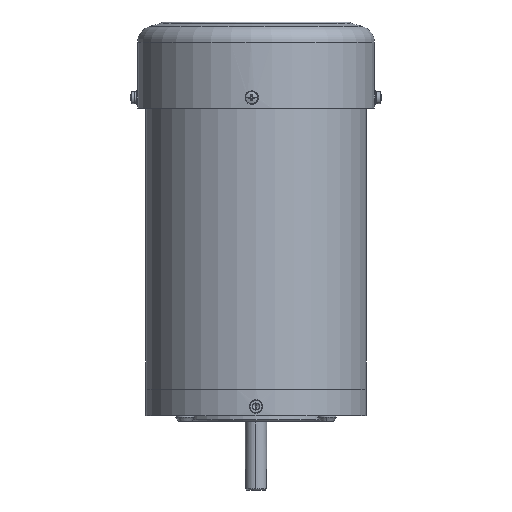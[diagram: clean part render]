
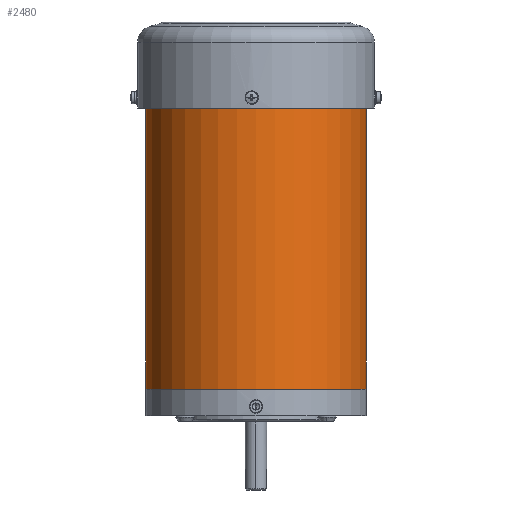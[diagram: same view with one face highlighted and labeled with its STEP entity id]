
A CAD part, front view. The second image highlights one B-rep face of the part: STEP entity #2480.
In plain terms, the highlighted cylindrical face has radius 82 mm (diameter 164 mm), a partial arc.
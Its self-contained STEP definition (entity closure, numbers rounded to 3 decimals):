
#331 = AXIS2_PLACEMENT_3D ( 'NONE', #9775, #34747, #13339 ) ;
#937 = EDGE_CURVE ( 'NONE', #40004, #3795, #3451, .T. ) ;
#2142 = CARTESIAN_POINT ( 'NONE',  ( 0., 0., 210. ) ) ;
#2480 = ADVANCED_FACE ( 'NONE', ( #34590 ), #33490, .T. ) ;
#3057 = AXIS2_PLACEMENT_3D ( 'NONE', #2142, #5680, #23390 ) ;
#3451 = LINE ( 'NONE', #36808, #6798 ) ;
#3795 = VERTEX_POINT ( 'NONE', #17933 ) ;
#5680 = DIRECTION ( 'NONE',  ( 0., 0., -1. ) ) ;
#6352 = EDGE_CURVE ( 'NONE', #45411, #11031, #45420, .T. ) ;
#6798 = VECTOR ( 'NONE', #40423, 1000. ) ;
#7583 = EDGE_CURVE ( 'NONE', #40004, #45411, #33002, .T. ) ;
#9775 = CARTESIAN_POINT ( 'NONE',  ( 0., 0., 210. ) ) ;
#11031 = VERTEX_POINT ( 'NONE', #39594 ) ;
#13339 = DIRECTION ( 'NONE',  ( 1., 0., 0. ) ) ;
#14064 = EDGE_LOOP ( 'NONE', ( #16973, #28741, #20340, #22547 ) ) ;
#14501 = DIRECTION ( 'NONE',  ( 0., 0., 1. ) ) ;
#16973 = ORIENTED_EDGE ( 'NONE', *, *, #6352, .F. ) ;
#17933 = CARTESIAN_POINT ( 'NONE',  ( -82., 0., 0. ) ) ;
#19875 = CARTESIAN_POINT ( 'NONE',  ( 82., 0., 210. ) ) ;
#20340 = ORIENTED_EDGE ( 'NONE', *, *, #937, .T. ) ;
#22547 = ORIENTED_EDGE ( 'NONE', *, *, #46140, .T. ) ;
#23390 = DIRECTION ( 'NONE',  ( -1., 0., 0. ) ) ;
#28741 = ORIENTED_EDGE ( 'NONE', *, *, #7583, .F. ) ;
#32835 = AXIS2_PLACEMENT_3D ( 'NONE', #35910, #14501, #39503 ) ;
#33002 = CIRCLE ( 'NONE', #331, 82. ) ;
#33490 = CYLINDRICAL_SURFACE ( 'NONE', #3057, 82. ) ;
#33944 = CIRCLE ( 'NONE', #32835, 82. ) ;
#34590 = FACE_OUTER_BOUND ( 'NONE', #14064, .T. ) ;
#34747 = DIRECTION ( 'NONE',  ( 0., 0., 1. ) ) ;
#35859 = VECTOR ( 'NONE', #37858, 1000. ) ;
#35910 = CARTESIAN_POINT ( 'NONE',  ( 0., 0., 0. ) ) ;
#36808 = CARTESIAN_POINT ( 'NONE',  ( -82., 0., 210. ) ) ;
#37858 = DIRECTION ( 'NONE',  ( 0., 0., -1. ) ) ;
#39503 = DIRECTION ( 'NONE',  ( 1., 0., 0. ) ) ;
#39594 = CARTESIAN_POINT ( 'NONE',  ( 82., 0., 0. ) ) ;
#39976 = CARTESIAN_POINT ( 'NONE',  ( -82., 0., 210. ) ) ;
#40004 = VERTEX_POINT ( 'NONE', #39976 ) ;
#40423 = DIRECTION ( 'NONE',  ( 0., 0., -1. ) ) ;
#40861 = CARTESIAN_POINT ( 'NONE',  ( 82., 0., 210. ) ) ;
#45411 = VERTEX_POINT ( 'NONE', #40861 ) ;
#45420 = LINE ( 'NONE', #19875, #35859 ) ;
#46140 = EDGE_CURVE ( 'NONE', #3795, #11031, #33944, .T. ) ;
